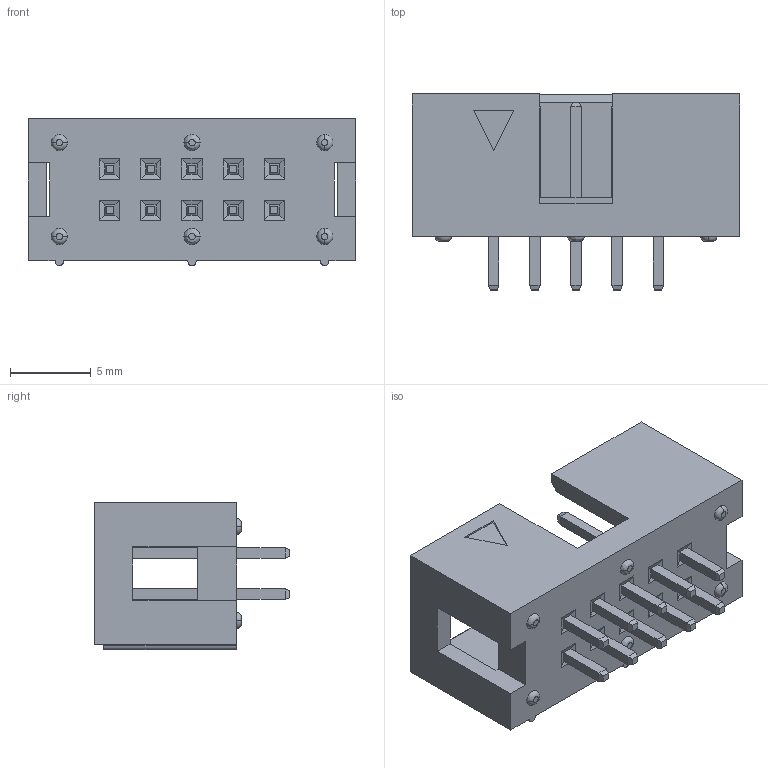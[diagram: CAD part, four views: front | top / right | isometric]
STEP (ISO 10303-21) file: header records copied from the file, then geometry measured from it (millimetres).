
FILE_DESCRIPTION (( 'STEP AP203' ), '1' );
FILE_NAME ('11091, SBH11-_BPC-D05-ST-_ _.STEP', '2015-09-01T07:22:13', ( 'LUANN HERRING' ), ( 'SULLINS' ), 'SwSTEP 2.0', 'SolidWorks 2015', '' );
FILE_SCHEMA (( 'CONFIG_CONTROL_DESIGN' ));
Length unit declared in the file: millimetre
Products named in the file (2): 11091, SBH11-_BPC-D05-ST-_ _
Bounding box: 20.2 x 12.1 x 9.1 mm (x, y, z)
Volume: 764 mm3; surface area: 1346.3 mm2
Topology: 1 solids, 1 shells, 284 faces, 654 edges, 395 vertices
Faces by surface type: plane 268, torus 8, bspline 4, cylinder 4
Entity records: 7956 total; most frequent: CARTESIAN_POINT 1424, ORIENTED_EDGE 1308, DIRECTION 1253, EDGE_CURVE 654, LINE 609, VECTOR 609, VERTEX_POINT 395, AXIS2_PLACEMENT_3D 322
